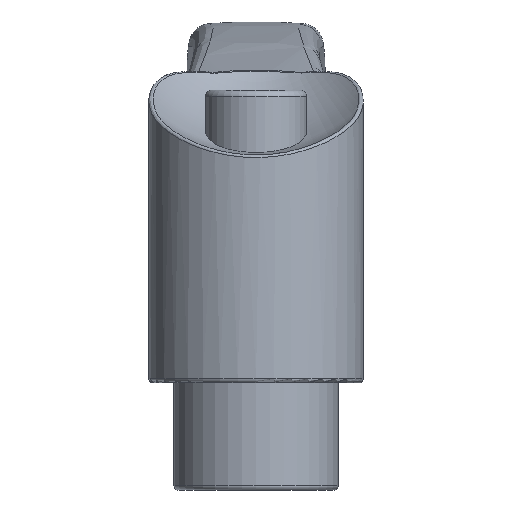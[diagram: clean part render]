
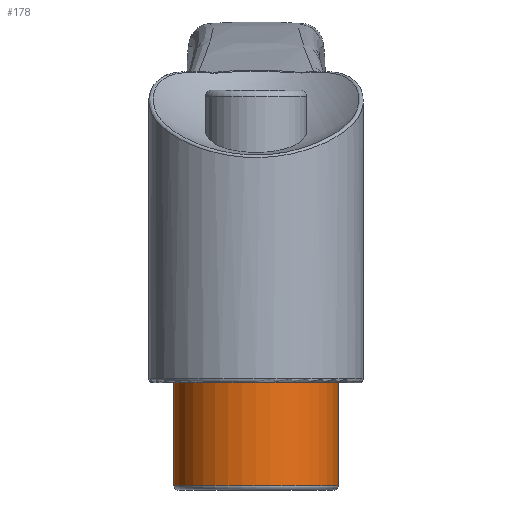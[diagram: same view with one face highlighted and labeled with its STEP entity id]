
A CAD part, left-side view. The second image highlights one B-rep face of the part: STEP entity #178.
In plain terms, the highlighted cylindrical face has radius 6.125 mm (diameter 12.25 mm), a full revolution.
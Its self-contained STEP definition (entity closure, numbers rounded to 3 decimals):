
#178 = ADVANCED_FACE( '', ( #405, #406 ), #407, .T. );
#405 = FACE_OUTER_BOUND( '', #2559, .T. );
#406 = FACE_OUTER_BOUND( '', #2560, .T. );
#407 = CYLINDRICAL_SURFACE( '', #2561, 6.125 );
#2559 = EDGE_LOOP( '', ( #7253 ) );
#2560 = EDGE_LOOP( '', ( #7254 ) );
#2561 = AXIS2_PLACEMENT_3D( '', #7255, #7256, #7257 );
#7253 = ORIENTED_EDGE( '', *, *, #7586, .T. );
#7254 = ORIENTED_EDGE( '', *, *, #7698, .T. );
#7255 = CARTESIAN_POINT( '', ( 0., 0., 3.168 ) );
#7256 = DIRECTION( '', ( 0., 0., -1. ) );
#7257 = DIRECTION( '', ( 1., 0., 0. ) );
#7586 = EDGE_CURVE( '', #7874, #7874, #7875, .F. );
#7698 = EDGE_CURVE( '', #8045, #8045, #8046, .T. );
#7874 = VERTEX_POINT( '', #8638 );
#7875 = CIRCLE( '', #8639, 6.125 );
#8045 = VERTEX_POINT( '', #10112 );
#8046 = CIRCLE( '', #10113, 6.125 );
#8638 = CARTESIAN_POINT( '', ( -6.125, 0., 3.468 ) );
#8639 = AXIS2_PLACEMENT_3D( '', #11475, #11476, #11477 );
#10112 = CARTESIAN_POINT( '', ( 6.125, 0., 11.168 ) );
#10113 = AXIS2_PLACEMENT_3D( '', #11551, #11552, #11553 );
#11475 = CARTESIAN_POINT( '', ( 0., 0., 3.468 ) );
#11476 = DIRECTION( '', ( 0., 0., -1. ) );
#11477 = DIRECTION( '', ( -1., 0., 0. ) );
#11551 = CARTESIAN_POINT( '', ( 0., 0., 11.168 ) );
#11552 = DIRECTION( '', ( 0., 0., -1. ) );
#11553 = DIRECTION( '', ( 1., 0., 0. ) );
